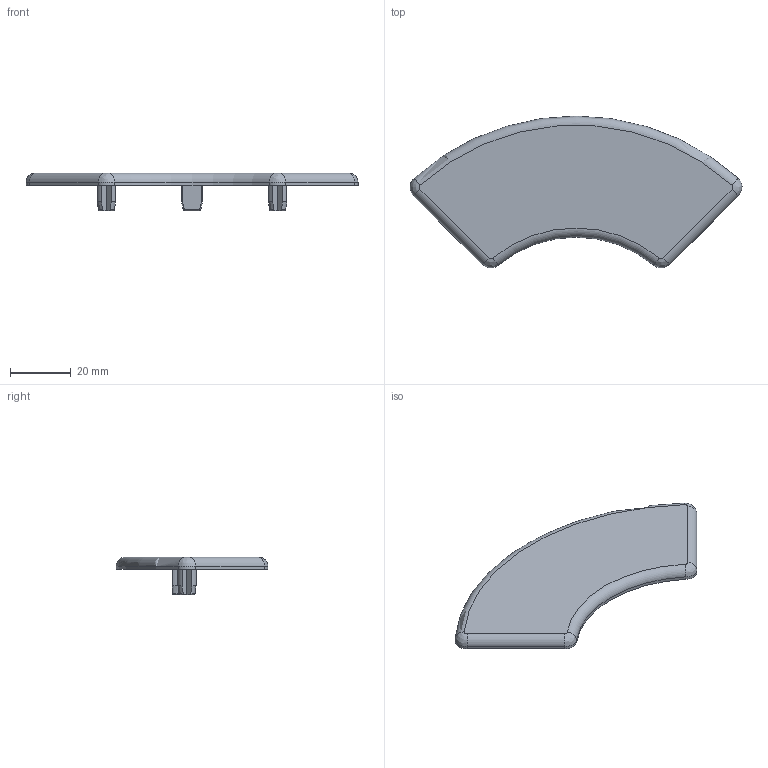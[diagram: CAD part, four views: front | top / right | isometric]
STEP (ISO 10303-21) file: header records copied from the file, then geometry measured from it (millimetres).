
FILE_DESCRIPTION(/* description */ ('Abdeckkappe R40xR80 90°'),/* implementation_level */ '2;1');
FILE_NAME(/* name */ '281005022 Abdeckkappe R40xR80 - 90.stp',/* time_stamp */ '2020-10-26T16:46:37+01:00',/* author */ ('wheldmann'),/* organization */ (''),/* preprocessor_version */ 'ST-DEVELOPER v17.2',/* originating_system */ 'Autodesk Inventor 2019',/* authorisation */ ' ');
FILE_SCHEMA (('AUTOMOTIVE_DESIGN { 1 0 10303 214 3 1 1 }'));
Length unit declared in the file: millimetre
Products named in the file (1): 281005022
Bounding box: 109.67 x 50.19 x 12.5 mm (x, y, z)
Volume: 12130 mm3; surface area: 9101.3 mm2
Topology: 1 solids, 1 shells, 76 faces, 202 edges, 132 vertices
Faces by surface type: plane 28, cylinder 22, torus 12, cone 10, bspline 4
Entity records: 2903 total; most frequent: CARTESIAN_POINT 1037, ORIENTED_EDGE 404, DIRECTION 366, EDGE_CURVE 202, AXIS2_PLACEMENT_3D 139, VERTEX_POINT 132, LINE 88, VECTOR 88
